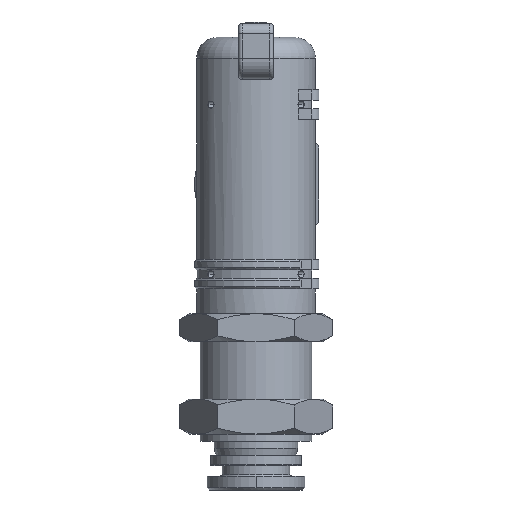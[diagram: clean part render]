
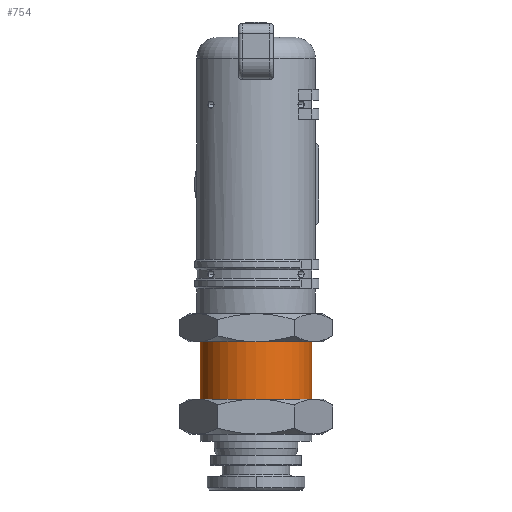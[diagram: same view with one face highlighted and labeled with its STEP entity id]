
A CAD part, front view. The second image highlights one B-rep face of the part: STEP entity #754.
In plain terms, the highlighted cylindrical face has radius 8 mm (diameter 16 mm), a partial arc.
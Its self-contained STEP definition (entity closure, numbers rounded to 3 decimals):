
#713=CARTESIAN_POINT('',(0.0,-5.825,-20.45));
#714=DIRECTION('',(0.0,0.0,1.0));
#715=DIRECTION('',(1.0,0.0,0.0));
#716=AXIS2_PLACEMENT_3D('',#713,#714,#715);
#717=CYLINDRICAL_SURFACE('',#716,8.0);
#718=CARTESIAN_POINT('',(8.0,-5.825,-12.25));
#719=VERTEX_POINT('',#718);
#720=CARTESIAN_POINT('',(8.0,-5.825,-20.45));
#721=VERTEX_POINT('',#720);
#722=CARTESIAN_POINT('',(8.0,-5.825,-12.25));
#723=DIRECTION('',(0.0,0.0,-1.0));
#724=VECTOR('',#723,8.2);
#725=LINE('',#722,#724);
#726=EDGE_CURVE('',#719,#721,#725,.T.);
#727=ORIENTED_EDGE('',*,*,#726,.F.);
#728=CARTESIAN_POINT('',(-8.0,-5.825,-12.25));
#729=VERTEX_POINT('',#728);
#730=CARTESIAN_POINT('',(0.0,-5.825,-12.25));
#731=DIRECTION('',(0.0,0.0,-1.0));
#732=DIRECTION('',(1.0,0.0,0.0));
#733=AXIS2_PLACEMENT_3D('',#730,#731,#732);
#734=CIRCLE('',#733,8.0);
#735=EDGE_CURVE('',#719,#729,#734,.T.);
#736=ORIENTED_EDGE('',*,*,#735,.T.);
#737=CARTESIAN_POINT('',(-8.0,-5.825,-20.45));
#738=VERTEX_POINT('',#737);
#739=CARTESIAN_POINT('',(-8.0,-5.825,-12.25));
#740=DIRECTION('',(0.0,0.0,-1.0));
#741=VECTOR('',#740,8.2);
#742=LINE('',#739,#741);
#743=EDGE_CURVE('',#729,#738,#742,.T.);
#744=ORIENTED_EDGE('',*,*,#743,.T.);
#745=CARTESIAN_POINT('',(0.0,-5.825,-20.45));
#746=DIRECTION('',(0.0,0.0,-1.0));
#747=DIRECTION('',(1.0,0.0,0.0));
#748=AXIS2_PLACEMENT_3D('',#745,#746,#747);
#749=CIRCLE('',#748,8.0);
#750=EDGE_CURVE('',#721,#738,#749,.T.);
#751=ORIENTED_EDGE('',*,*,#750,.F.);
#752=EDGE_LOOP('',(#727,#736,#744,#751));
#753=FACE_OUTER_BOUND('',#752,.T.);
#754=ADVANCED_FACE('',(#753),#717,.T.);
